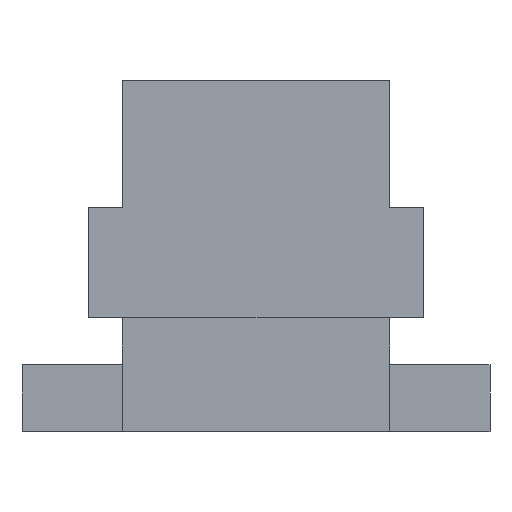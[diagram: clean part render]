
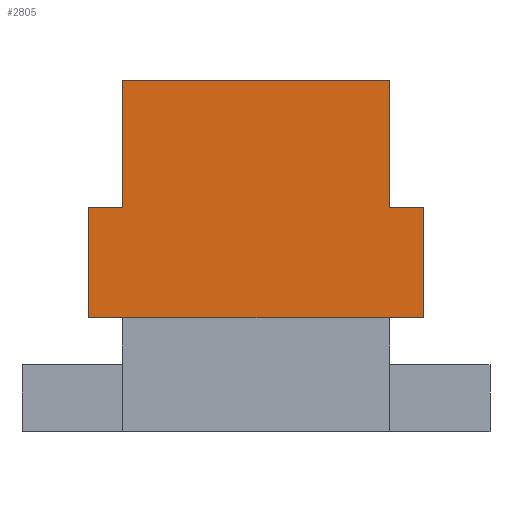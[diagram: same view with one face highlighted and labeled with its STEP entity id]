
A CAD part, left-side view. The second image highlights one B-rep face of the part: STEP entity #2805.
In plain terms, the highlighted planar face has unit normal (-1, 0, 0).
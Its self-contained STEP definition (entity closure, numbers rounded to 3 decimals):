
#39=FACE_OUTER_BOUND('',#187,.T.);
#187=EDGE_LOOP('',(#1867,#1868,#1869,#1870,#1871,#1872,#1873,#1874));
#349=LINE('',#3844,#757);
#359=LINE('',#3866,#767);
#366=LINE('',#3880,#774);
#367=LINE('',#3882,#775);
#369=LINE('',#3885,#777);
#370=LINE('',#3887,#778);
#371=LINE('',#3889,#779);
#372=LINE('',#3890,#780);
#757=VECTOR('',#3129,10.);
#767=VECTOR('',#3143,10.);
#774=VECTOR('',#3152,10.);
#775=VECTOR('',#3155,10.);
#777=VECTOR('',#3159,10.);
#778=VECTOR('',#3160,10.);
#779=VECTOR('',#3161,10.);
#780=VECTOR('',#3162,10.);
#1165=VERTEX_POINT('',#3841);
#1166=VERTEX_POINT('',#3843);
#1175=VERTEX_POINT('',#3863);
#1176=VERTEX_POINT('',#3865);
#1180=VERTEX_POINT('',#3874);
#1182=VERTEX_POINT('',#3878);
#1183=VERTEX_POINT('',#3886);
#1184=VERTEX_POINT('',#3888);
#1437=EDGE_CURVE('',#1166,#1165,#349,.T.);
#1447=EDGE_CURVE('',#1176,#1175,#359,.T.);
#1454=EDGE_CURVE('',#1182,#1180,#366,.T.);
#1455=EDGE_CURVE('',#1166,#1175,#367,.T.);
#1457=EDGE_CURVE('',#1165,#1180,#369,.T.);
#1458=EDGE_CURVE('',#1182,#1183,#370,.T.);
#1459=EDGE_CURVE('',#1183,#1184,#371,.T.);
#1460=EDGE_CURVE('',#1184,#1176,#372,.T.);
#1867=ORIENTED_EDGE('',*,*,#1437,.T.);
#1868=ORIENTED_EDGE('',*,*,#1457,.T.);
#1869=ORIENTED_EDGE('',*,*,#1454,.F.);
#1870=ORIENTED_EDGE('',*,*,#1458,.T.);
#1871=ORIENTED_EDGE('',*,*,#1459,.T.);
#1872=ORIENTED_EDGE('',*,*,#1460,.T.);
#1873=ORIENTED_EDGE('',*,*,#1447,.T.);
#1874=ORIENTED_EDGE('',*,*,#1455,.F.);
#2657=PLANE('',#2971);
#2805=ADVANCED_FACE('',(#39),#2657,.T.);
#2971=AXIS2_PLACEMENT_3D('',#3884,#3157,#3158);
#3129=DIRECTION('',(0.,0.,-1.));
#3143=DIRECTION('',(0.,0.,1.));
#3152=DIRECTION('',(0.,0.,1.));
#3155=DIRECTION('',(0.,-1.,0.));
#3157=DIRECTION('center_axis',(-1.,0.,0.));
#3158=DIRECTION('ref_axis',(0.,-1.,0.));
#3159=DIRECTION('',(0.,1.,0.));
#3160=DIRECTION('',(0.,-1.,0.));
#3161=DIRECTION('',(0.,0.,1.));
#3162=DIRECTION('',(0.,1.,0.));
#3841=CARTESIAN_POINT('',(-4.84,2.,3.35));
#3843=CARTESIAN_POINT('',(-4.84,2.,5.25));
#3844=CARTESIAN_POINT('',(-4.84,2.,1.675));
#3863=CARTESIAN_POINT('',(-4.84,-2.,5.25));
#3865=CARTESIAN_POINT('',(-4.84,-2.,3.35));
#3866=CARTESIAN_POINT('',(-4.84,-2.,2.625));
#3874=CARTESIAN_POINT('',(-4.84,2.5,3.35));
#3878=CARTESIAN_POINT('',(-4.84,2.5,1.7));
#3880=CARTESIAN_POINT('',(-4.84,2.5,0.));
#3882=CARTESIAN_POINT('',(-4.84,2.5,5.25));
#3884=CARTESIAN_POINT('Origin',(-4.84,2.5,0.));
#3885=CARTESIAN_POINT('',(-4.84,2.5,3.35));
#3886=CARTESIAN_POINT('',(-4.84,-2.5,1.7));
#3887=CARTESIAN_POINT('',(-4.84,1.25,1.7));
#3888=CARTESIAN_POINT('',(-4.84,-2.5,3.35));
#3889=CARTESIAN_POINT('',(-4.84,-2.5,0.));
#3890=CARTESIAN_POINT('',(-4.84,0.25,3.35));
